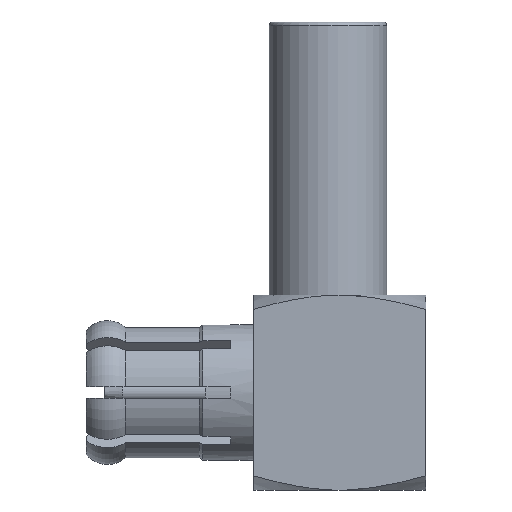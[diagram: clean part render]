
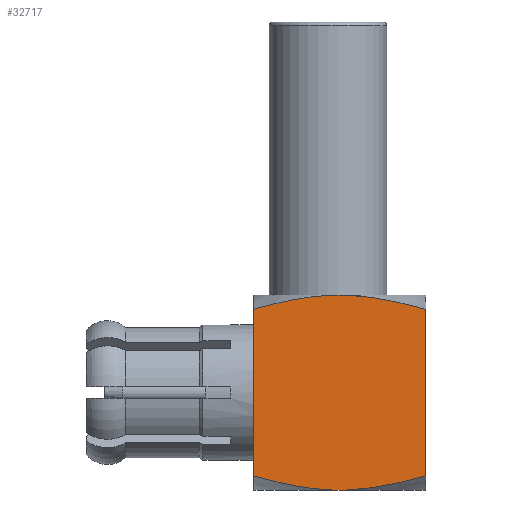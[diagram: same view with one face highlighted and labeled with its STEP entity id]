
A CAD part, front view. The second image highlights one B-rep face of the part: STEP entity #32717.
In plain terms, the highlighted planar face has unit normal (0, -1, 0).
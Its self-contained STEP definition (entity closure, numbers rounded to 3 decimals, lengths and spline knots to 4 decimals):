
#905=DIRECTION('',(-1.,0.,0.));
#906=VECTOR('',#905,0.3402);
#907=CARTESIAN_POINT('',(2.3135,-2.2,-2.5));
#908=LINE('',#907,#906);
#909=CARTESIAN_POINT('',(-0.0631,-2.2,-2.1364));
#910=CARTESIAN_POINT('',(0.0752,-2.2,-2.1756));
#911=CARTESIAN_POINT('',(0.3392,-2.2,-2.2466));
#912=CARTESIAN_POINT('',(0.6879,-2.2,-2.3295));
#913=CARTESIAN_POINT('',(1.0158,-2.2,-2.396));
#914=CARTESIAN_POINT('',(1.3342,-2.2,-2.4475));
#915=CARTESIAN_POINT('',(1.6519,-2.2,-2.4838));
#916=CARTESIAN_POINT('',(1.866,-2.2,-2.4967));
#917=CARTESIAN_POINT('',(1.9733,-2.2,-2.5));
#919=DIRECTION('',(0.,0.,1.));
#920=VECTOR('',#919,4.2729);
#921=CARTESIAN_POINT('',(-0.0631,-2.2,-2.1364));
#922=LINE('',#921,#920);
#923=CARTESIAN_POINT('',(-0.0631,-2.2,2.1364));
#924=CARTESIAN_POINT('',(0.0752,-2.2,2.1756));
#925=CARTESIAN_POINT('',(0.3392,-2.2,2.2466));
#926=CARTESIAN_POINT('',(0.6879,-2.2,2.3295));
#927=CARTESIAN_POINT('',(1.0158,-2.2,2.396));
#928=CARTESIAN_POINT('',(1.3342,-2.2,2.4475));
#929=CARTESIAN_POINT('',(1.6519,-2.2,2.4838));
#930=CARTESIAN_POINT('',(1.866,-2.2,2.4967));
#931=CARTESIAN_POINT('',(1.9733,-2.2,2.5));
#933=DIRECTION('',(1.,0.,0.));
#934=VECTOR('',#933,0.3402);
#935=CARTESIAN_POINT('',(1.9733,-2.2,2.5));
#936=LINE('',#935,#934);
#937=CARTESIAN_POINT('',(2.3135,-2.2,2.5));
#938=CARTESIAN_POINT('',(2.4233,-2.2,2.4966));
#939=CARTESIAN_POINT('',(2.6415,-2.2,2.4833));
#940=CARTESIAN_POINT('',(2.9642,-2.2,2.446));
#941=CARTESIAN_POINT('',(3.2851,-2.2,2.3935));
#942=CARTESIAN_POINT('',(3.6128,-2.2,2.3264));
#943=CARTESIAN_POINT('',(3.9574,-2.2,2.244));
#944=CARTESIAN_POINT('',(4.2154,-2.2,2.1745));
#945=CARTESIAN_POINT('',(4.35,-2.2,2.1364));
#947=DIRECTION('',(0.,0.,-1.));
#948=VECTOR('',#947,4.2729);
#949=CARTESIAN_POINT('',(4.35,-2.2,2.1364));
#950=LINE('',#949,#948);
#951=CARTESIAN_POINT('',(2.3135,-2.2,-2.5));
#952=CARTESIAN_POINT('',(2.4233,-2.2,-2.4966));
#953=CARTESIAN_POINT('',(2.6415,-2.2,-2.4833));
#954=CARTESIAN_POINT('',(2.9642,-2.2,-2.446));
#955=CARTESIAN_POINT('',(3.2851,-2.2,-2.3935));
#956=CARTESIAN_POINT('',(3.6128,-2.2,-2.3264));
#957=CARTESIAN_POINT('',(3.9574,-2.2,-2.244));
#958=CARTESIAN_POINT('',(4.2154,-2.2,-2.1745));
#959=CARTESIAN_POINT('',(4.35,-2.2,-2.1364));
#28036=CARTESIAN_POINT('',(2.3135,-2.2,-2.5));
#28037=CARTESIAN_POINT('',(1.9733,-2.2,-2.5));
#28038=VERTEX_POINT('',#28036);
#28039=VERTEX_POINT('',#28037);
#28044=VERTEX_POINT('',#909);
#28045=VERTEX_POINT('',#959);
#28050=CARTESIAN_POINT('',(-0.0631,-2.2,2.1364));
#28051=VERTEX_POINT('',#28050);
#28052=CARTESIAN_POINT('',(4.35,-2.2,2.1364));
#28053=VERTEX_POINT('',#28052);
#28058=VERTEX_POINT('',#931);
#28059=VERTEX_POINT('',#937);
#32696=CARTESIAN_POINT('',(0.,-2.2,0.));
#32697=DIRECTION('',(0.,1.,0.));
#32698=DIRECTION('',(1.,0.,0.));
#32699=AXIS2_PLACEMENT_3D('',#32696,#32697,#32698);
#32700=PLANE('',#32699);
#32701=ORIENTED_EDGE('',*,*,#32684,.T.);
#32703=ORIENTED_EDGE('',*,*,#32702,.F.);
#32704=ORIENTED_EDGE('',*,*,#32620,.T.);
#32706=ORIENTED_EDGE('',*,*,#32705,.T.);
#32708=ORIENTED_EDGE('',*,*,#32707,.T.);
#32710=ORIENTED_EDGE('',*,*,#32709,.T.);
#32712=ORIENTED_EDGE('',*,*,#32711,.T.);
#32714=ORIENTED_EDGE('',*,*,#32713,.F.);
#32715=EDGE_LOOP('',(#32701,#32703,#32704,#32706,#32708,#32710,#32712,#32714));
#32716=FACE_OUTER_BOUND('',#32715,.F.);
#918=B_SPLINE_CURVE_WITH_KNOTS('',3,(#909,#910,#911,#912,#913,#914,#915,#916,
#917),.UNSPECIFIED.,.F.,.F.,(4,1,1,1,1,1,4),(0.,0.1667,
0.3333,0.5,0.6667,0.8333,1.),
.UNSPECIFIED.);
#932=B_SPLINE_CURVE_WITH_KNOTS('',3,(#923,#924,#925,#926,#927,#928,#929,#930,
#931),.UNSPECIFIED.,.F.,.F.,(4,1,1,1,1,1,4),(0.,0.1667,
0.3333,0.5,0.6667,0.8333,1.),
.UNSPECIFIED.);
#946=B_SPLINE_CURVE_WITH_KNOTS('',3,(#937,#938,#939,#940,#941,#942,#943,#944,
#945),.UNSPECIFIED.,.F.,.F.,(4,1,1,1,1,1,4),(0.,0.1667,
0.3333,0.5,0.6667,0.8333,1.),
.UNSPECIFIED.);
#960=B_SPLINE_CURVE_WITH_KNOTS('',3,(#951,#952,#953,#954,#955,#956,#957,#958,
#959),.UNSPECIFIED.,.F.,.F.,(4,1,1,1,1,1,4),(0.,0.1667,
0.3333,0.5,0.6667,0.8333,1.),
.UNSPECIFIED.);
#32620=EDGE_CURVE('',#28044,#28051,#922,.T.);
#32684=EDGE_CURVE('',#28038,#28039,#908,.T.);
#32702=EDGE_CURVE('',#28044,#28039,#918,.T.);
#32705=EDGE_CURVE('',#28051,#28058,#932,.T.);
#32707=EDGE_CURVE('',#28058,#28059,#936,.T.);
#32709=EDGE_CURVE('',#28059,#28053,#946,.T.);
#32711=EDGE_CURVE('',#28053,#28045,#950,.T.);
#32713=EDGE_CURVE('',#28038,#28045,#960,.T.);
#32717=ADVANCED_FACE('',(#32716),#32700,.F.);
